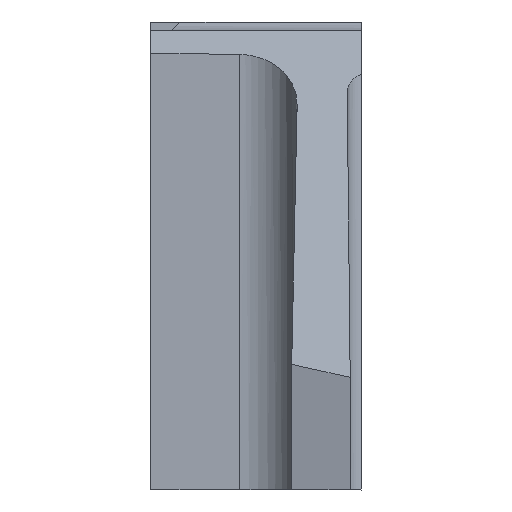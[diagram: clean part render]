
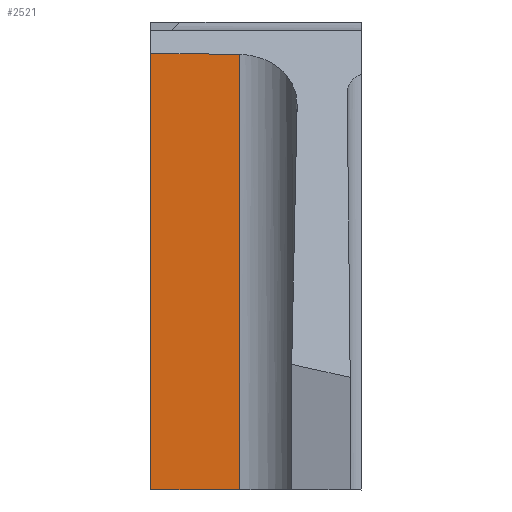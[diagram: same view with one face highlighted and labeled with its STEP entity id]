
A CAD part, front view. The second image highlights one B-rep face of the part: STEP entity #2521.
In plain terms, the highlighted planar face has unit normal (-0.018, -1, 0).
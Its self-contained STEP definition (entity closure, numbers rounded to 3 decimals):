
#90=CARTESIAN_POINT('',(0.,-5.819,0.467));
#91=DIRECTION('',(0.,0.,-1.));
#92=VECTOR('',#91,7.467);
#93=LINE('',#90,#92);
#94=CARTESIAN_POINT('',(0.,-5.819,0.467));
#95=VERTEX_POINT('',#94);
#96=CARTESIAN_POINT('',(0.,-5.819,-7.));
#97=VERTEX_POINT('',#96);
#98=EDGE_CURVE('',#95,#97,#93,.T.);
#527=CARTESIAN_POINT('',(1.52,-5.845,0.445));
#528=DIRECTION('',(-1.,0.017,0.015));
#529=VECTOR('',#528,1.52);
#530=LINE('',#527,#529);
#531=CARTESIAN_POINT('',(1.52,-5.845,0.445));
#532=VERTEX_POINT('',#531);
#533=EDGE_CURVE('',#532,#95,#530,.T.);
#700=CARTESIAN_POINT('',(1.52,-5.845,-7.));
#701=VERTEX_POINT('',#700);
#712=CARTESIAN_POINT('',(1.52,-5.845,0.445));
#713=DIRECTION('',(0.,0.,-1.));
#714=VECTOR('',#713,7.445);
#715=LINE('',#712,#714);
#716=EDGE_CURVE('',#532,#701,#715,.T.);
#2358=CARTESIAN_POINT('',(0.,-5.819,-7.));
#2359=DIRECTION('',(1.,-0.017,0.));
#2360=VECTOR('',#2359,1.52);
#2361=LINE('',#2358,#2360);
#2362=EDGE_CURVE('',#97,#701,#2361,.T.);
#2478=CARTESIAN_POINT('',(0.36,-5.825,-2.6));
#2479=DIRECTION('',(0.017,1.,0.));
#2480=DIRECTION('',(0.,0.,1.));
#2481=AXIS2_PLACEMENT_3D('',#2478,#2479,#2480);
#2482=PLANE('',#2481);
#2483=ORIENTED_EDGE('Edge 1114',*,*,#716,.F.);
#2492=ORIENTED_EDGE('Edge 189',*,*,#2362,.T.);
#2501=ORIENTED_EDGE('Edge 83',*,*,#98,.T.);
#2510=ORIENTED_EDGE('Edge 1129',*,*,#533,.T.);
#2519=EDGE_LOOP('',(#2510,#2501,#2492,#2483));
#2520=FACE_OUTER_BOUND('Loop 1130',#2519,.T.);
#2521=ADVANCED_FACE('Face 1131',(#2520),#2482,.F.);
